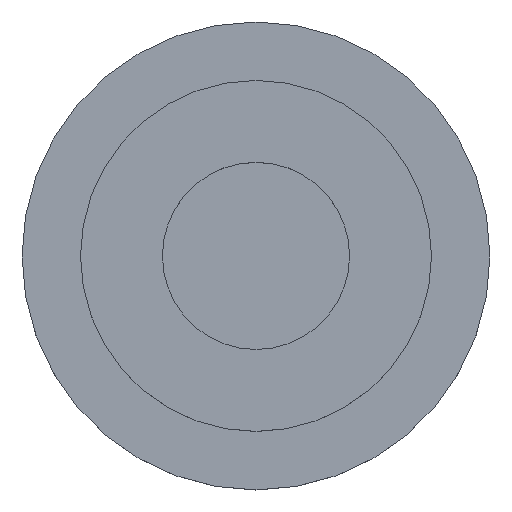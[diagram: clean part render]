
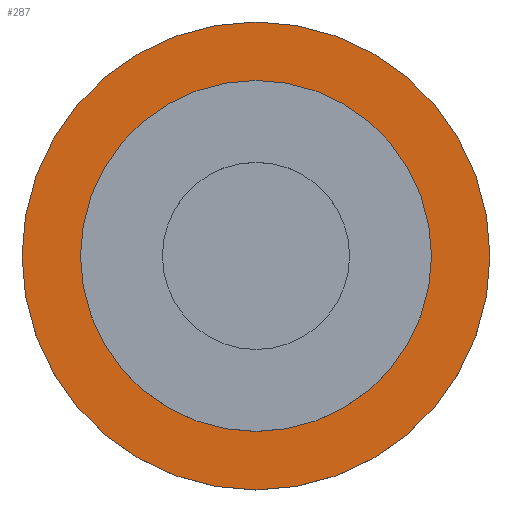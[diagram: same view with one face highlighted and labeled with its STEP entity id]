
A CAD part, top view. The second image highlights one B-rep face of the part: STEP entity #287.
In plain terms, the highlighted planar face has unit normal (0, 0, 1).
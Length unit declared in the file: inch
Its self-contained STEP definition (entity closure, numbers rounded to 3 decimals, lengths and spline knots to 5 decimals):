
#7 = ORIENTED_EDGE ( 'NONE', *, *, #299, .F. ) ;
#33 = EDGE_LOOP ( 'NONE', ( #49, #7 ) ) ;
#45 = CARTESIAN_POINT ( 'NONE',  ( -20., 0., 0. ) ) ;
#46 = CARTESIAN_POINT ( 'NONE',  ( 20., 0., 0. ) ) ;
#49 = ORIENTED_EDGE ( 'NONE', *, *, #295, .F. ) ;
#50 = CARTESIAN_POINT ( 'NONE',  ( -15., 0., 0. ) ) ;
#57 = EDGE_LOOP ( 'NONE', ( #68, #100 ) ) ;
#68 = ORIENTED_EDGE ( 'NONE', *, *, #290, .T. ) ;
#74 = VERTEX_POINT ( 'NONE', #46 ) ;
#78 = VERTEX_POINT ( 'NONE', #45 ) ;
#79 = VERTEX_POINT ( 'NONE', #50 ) ;
#82 = VERTEX_POINT ( 'NONE', #93 ) ;
#93 = CARTESIAN_POINT ( 'NONE',  ( 15., 0., 0. ) ) ;
#100 = ORIENTED_EDGE ( 'NONE', *, *, #294, .T. ) ;
#125 = DIRECTION ( 'NONE',  ( 0., 0., 1. ) ) ;
#127 = CARTESIAN_POINT ( 'NONE',  ( 0., 0., 0. ) ) ;
#128 = FACE_OUTER_BOUND ( 'NONE', #57, .T. ) ;
#130 = FACE_BOUND ( 'NONE', #33, .T. ) ;
#131 = PLANE ( 'NONE',  #243 ) ;
#133 = DIRECTION ( 'NONE',  ( 1., 0., 0. ) ) ;
#144 = CARTESIAN_POINT ( 'NONE',  ( 0., 0., 0. ) ) ;
#145 = DIRECTION ( 'NONE',  ( 0., 0., 1. ) ) ;
#146 = DIRECTION ( 'NONE',  ( 1., 0., 0. ) ) ;
#157 = CARTESIAN_POINT ( 'NONE',  ( 0., 0., 0. ) ) ;
#158 = DIRECTION ( 'NONE',  ( 0., 0., 1. ) ) ;
#159 = DIRECTION ( 'NONE',  ( 1., 0., 0. ) ) ;
#161 = CARTESIAN_POINT ( 'NONE',  ( 0., 0., 0. ) ) ;
#162 = DIRECTION ( 'NONE',  ( 0., 0., 1. ) ) ;
#163 = DIRECTION ( 'NONE',  ( 1., 0., 0. ) ) ;
#173 = CARTESIAN_POINT ( 'NONE',  ( 0., 0., 0. ) ) ;
#174 = DIRECTION ( 'NONE',  ( 0., 0., 1. ) ) ;
#175 = DIRECTION ( 'NONE',  ( 1., 0., 0. ) ) ;
#234 = CIRCLE ( 'NONE', #246, 20. ) ;
#243 = AXIS2_PLACEMENT_3D ( 'NONE', #127, #125, #133 ) ;
#246 = AXIS2_PLACEMENT_3D ( 'NONE', #144, #145, #146 ) ;
#248 = CIRCLE ( 'NONE', #253, 20. ) ;
#252 = CIRCLE ( 'NONE', #255, 15. ) ;
#253 = AXIS2_PLACEMENT_3D ( 'NONE', #157, #158, #159 ) ;
#255 = AXIS2_PLACEMENT_3D ( 'NONE', #161, #162, #163 ) ;
#257 = CIRCLE ( 'NONE', #262, 15. ) ;
#262 = AXIS2_PLACEMENT_3D ( 'NONE', #173, #174, #175 ) ;
#287 = ADVANCED_FACE ( 'NONE', ( #128, #130 ), #131, .T. ) ;
#290 = EDGE_CURVE ( 'NONE', #74, #78, #234, .T. ) ;
#294 = EDGE_CURVE ( 'NONE', #78, #74, #248, .T. ) ;
#295 = EDGE_CURVE ( 'NONE', #79, #82, #252, .T. ) ;
#299 = EDGE_CURVE ( 'NONE', #82, #79, #257, .T. ) ;
